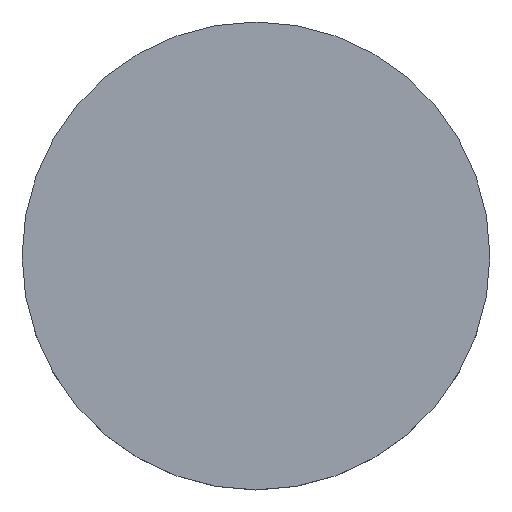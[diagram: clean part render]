
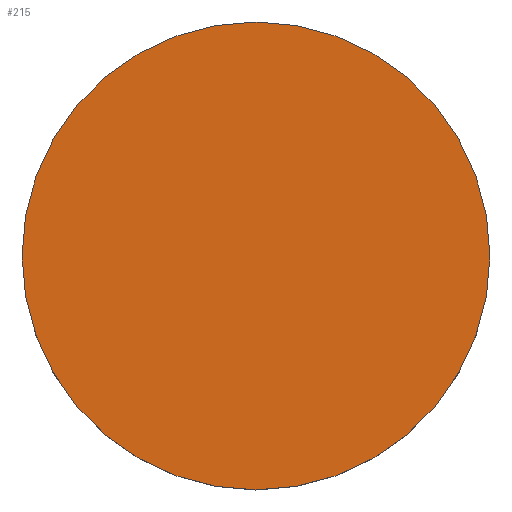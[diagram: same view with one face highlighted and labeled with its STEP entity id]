
A CAD part, top view. The second image highlights one B-rep face of the part: STEP entity #215.
In plain terms, the highlighted planar face has unit normal (0, 0, 1).
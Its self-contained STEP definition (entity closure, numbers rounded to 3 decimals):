
#2 = AXIS2_PLACEMENT_3D ( 'NONE', #66, #48, #229 ) ;
#8 = CIRCLE ( 'NONE', #194, 6.35 ) ;
#13 = ORIENTED_EDGE ( 'NONE', *, *, #14, .F. ) ;
#14 = EDGE_CURVE ( 'NONE', #202, #73, #8, .T. ) ;
#15 = CARTESIAN_POINT ( 'NONE',  ( 0., 13.158, 2.1 ) ) ;
#28 = EDGE_CURVE ( 'NONE', #73, #202, #135, .T. ) ;
#48 = DIRECTION ( 'NONE',  ( 0., 0., -1. ) ) ;
#62 = CARTESIAN_POINT ( 'NONE',  ( 6.35, 0., 2.1 ) ) ;
#66 = CARTESIAN_POINT ( 'NONE',  ( 0., 0., 2.1 ) ) ;
#70 = DIRECTION ( 'NONE',  ( 1., 0., 0. ) ) ;
#73 = VERTEX_POINT ( 'NONE', #62 ) ;
#74 = CARTESIAN_POINT ( 'NONE',  ( 0., 0., 2.1 ) ) ;
#100 = CARTESIAN_POINT ( 'NONE',  ( -6.35, 0., 2.1 ) ) ;
#126 = DIRECTION ( 'NONE',  ( 0., 0., 1. ) ) ;
#128 = DIRECTION ( 'NONE',  ( 0., 0., -1. ) ) ;
#131 = FACE_OUTER_BOUND ( 'NONE', #206, .T. ) ;
#135 = CIRCLE ( 'NONE', #2, 6.35 ) ;
#136 = ORIENTED_EDGE ( 'NONE', *, *, #28, .F. ) ;
#194 = AXIS2_PLACEMENT_3D ( 'NONE', #74, #128, #198 ) ;
#198 = DIRECTION ( 'NONE',  ( 1., 0., 0. ) ) ;
#202 = VERTEX_POINT ( 'NONE', #100 ) ;
#206 = EDGE_LOOP ( 'NONE', ( #136, #13 ) ) ;
#213 = PLANE ( 'NONE',  #220 ) ;
#215 = ADVANCED_FACE ( 'NONE', ( #131 ), #213, .T. ) ;
#220 = AXIS2_PLACEMENT_3D ( 'NONE', #15, #126, #70 ) ;
#229 = DIRECTION ( 'NONE',  ( 1., 0., 0. ) ) ;
